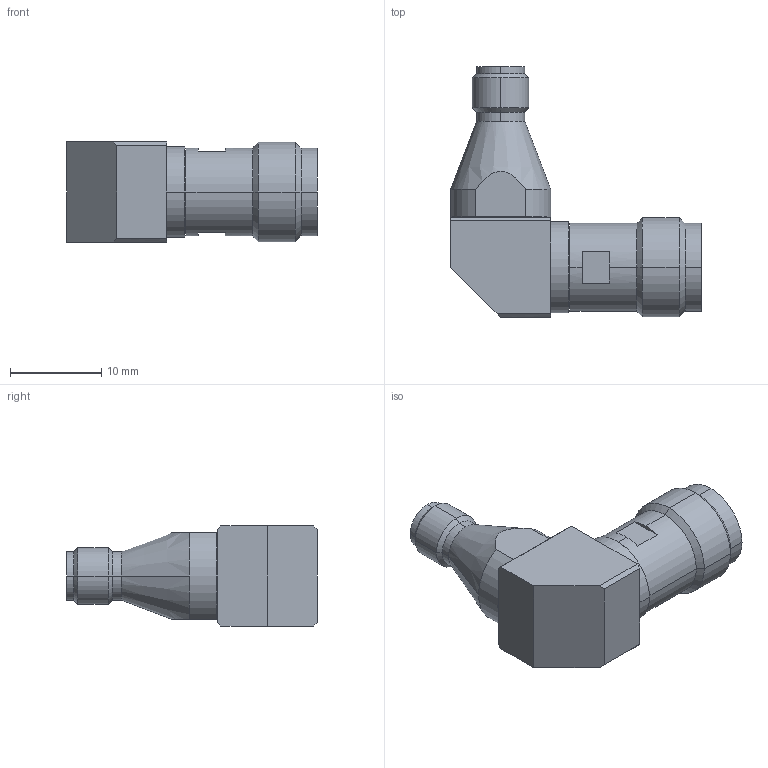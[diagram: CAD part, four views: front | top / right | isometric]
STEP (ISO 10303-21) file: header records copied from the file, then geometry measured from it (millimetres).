
FILE_DESCRIPTION (( 'STEP AP214' ), '1' );
FILE_NAME ('FMAD1573_3D.STEP', '2022-08-04T03:24:13', ( '' ), ( '' ), 'SwSTEP 2.0', 'SolidWorks 2021', '' );
FILE_SCHEMA (( 'AUTOMOTIVE_DESIGN' ));
Length unit declared in the file: millimetre
Products named in the file (4): Copy of ALS-T3T8-18-4-RIGHT^FMAD1573; Copy of ALS-A8T3-18-3^FMAD1573; FMAD1573_3D; Copy of ALS-T3T8-18-3^FMAD1573
Assembly tree (3 placements, depth 2):
  FMAD1573_3D
    Copy of ALS-T3T8-18-4-RIGHT^FMAD1573
    Copy of ALS-A8T3-18-3^FMAD1573
    Copy of ALS-T3T8-18-3^FMAD1573
Bounding box: 27.55 x 27.55 x 11 mm (x, y, z)
Volume: 3202.5 mm3; surface area: 2364.6 mm2
Topology: 3 solids, 3 shells, 105 faces, 233 edges, 143 vertices
Faces by surface type: cylinder 51, plane 27, cone 27
Entity records: 3106 total; most frequent: DIRECTION 572, CARTESIAN_POINT 536, ORIENTED_EDGE 466, AXIS2_PLACEMENT_3D 233, EDGE_CURVE 233, VERTEX_POINT 143, CIRCLE 122, EDGE_LOOP 114
